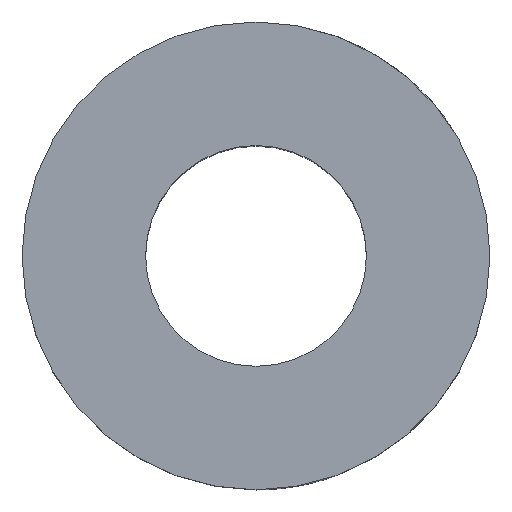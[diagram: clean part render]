
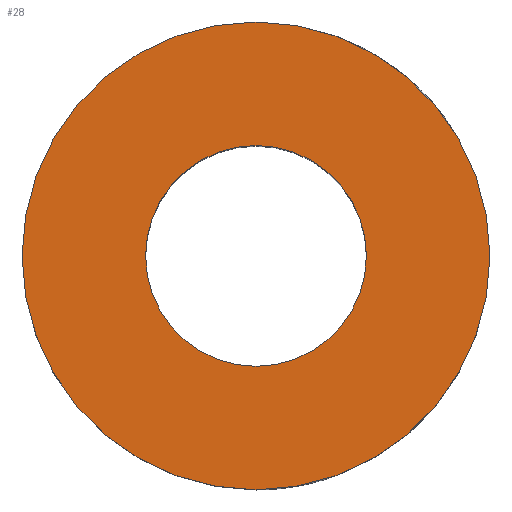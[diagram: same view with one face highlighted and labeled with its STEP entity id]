
A CAD part, top view. The second image highlights one B-rep face of the part: STEP entity #28.
In plain terms, the highlighted planar face has unit normal (0, 0, 1).
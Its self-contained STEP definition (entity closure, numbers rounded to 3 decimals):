
#21 = EDGE_LOOP ( 'NONE', ( #1501, #1603 ) ) ;
#28 = ADVANCED_FACE ( 'NONE', ( #508, #509 ), #510, .F. ) ;
#44 = EDGE_LOOP ( 'NONE', ( #829, #1438 ) ) ;
#62 = CARTESIAN_POINT ( 'NONE',  ( 0., 21., 0. ) ) ;
#194 = CARTESIAN_POINT ( 'NONE',  ( 0., -44.5, 0. ) ) ;
#264 = CIRCLE ( 'NONE', #267, 44.5 ) ;
#267 = AXIS2_PLACEMENT_3D ( 'NONE', #268, #269, #270 ) ;
#268 = CARTESIAN_POINT ( 'NONE',  ( 0., 0., 0. ) ) ;
#269 = DIRECTION ( 'NONE',  ( 0., 0., 1. ) ) ;
#270 = DIRECTION ( 'NONE',  ( 0., -1., 0. ) ) ;
#311 = CIRCLE ( 'NONE', #312, 44.5 ) ;
#312 = AXIS2_PLACEMENT_3D ( 'NONE', #313, #314, #315 ) ;
#313 = CARTESIAN_POINT ( 'NONE',  ( 0., 0., 0. ) ) ;
#314 = DIRECTION ( 'NONE',  ( 0., 0., 1. ) ) ;
#315 = DIRECTION ( 'NONE',  ( 0., -1., 0. ) ) ;
#402 = CARTESIAN_POINT ( 'NONE',  ( 0., -21., 0. ) ) ;
#459 = VERTEX_POINT ( 'NONE', #402 ) ;
#508 = FACE_BOUND ( 'NONE', #21, .T. ) ;
#509 = FACE_OUTER_BOUND ( 'NONE', #44, .T. ) ;
#510 = PLANE ( 'NONE',  #511 ) ;
#511 = AXIS2_PLACEMENT_3D ( 'NONE', #512, #513, #514 ) ;
#512 = CARTESIAN_POINT ( 'NONE',  ( 0., 44.5, 0. ) ) ;
#513 = DIRECTION ( 'NONE',  ( 0., 0., -1. ) ) ;
#514 = DIRECTION ( 'NONE',  ( 0., 1., 0. ) ) ;
#619 = CIRCLE ( 'NONE', #620, 21. ) ;
#620 = AXIS2_PLACEMENT_3D ( 'NONE', #621, #622, #623 ) ;
#621 = CARTESIAN_POINT ( 'NONE',  ( 0., 0., 0. ) ) ;
#622 = DIRECTION ( 'NONE',  ( 0., 0., 1. ) ) ;
#623 = DIRECTION ( 'NONE',  ( 0., -1., 0. ) ) ;
#809 = EDGE_CURVE ( 'NONE', #459, #1577, #619, .T. ) ;
#829 = ORIENTED_EDGE ( 'NONE', *, *, #1374, .T. ) ;
#926 = CARTESIAN_POINT ( 'NONE',  ( 0., 44.5, 0. ) ) ;
#949 = CIRCLE ( 'NONE', #950, 21. ) ;
#950 = AXIS2_PLACEMENT_3D ( 'NONE', #953, #954, #955 ) ;
#953 = CARTESIAN_POINT ( 'NONE',  ( 0., 0., 0. ) ) ;
#954 = DIRECTION ( 'NONE',  ( 0., 0., 1. ) ) ;
#955 = DIRECTION ( 'NONE',  ( 0., -1., 0. ) ) ;
#1374 = EDGE_CURVE ( 'NONE', #1588, #1491, #264, .T. ) ;
#1438 = ORIENTED_EDGE ( 'NONE', *, *, #1519, .T. ) ;
#1491 = VERTEX_POINT ( 'NONE', #926 ) ;
#1494 = EDGE_CURVE ( 'NONE', #1577, #459, #949, .T. ) ;
#1501 = ORIENTED_EDGE ( 'NONE', *, *, #809, .F. ) ;
#1519 = EDGE_CURVE ( 'NONE', #1491, #1588, #311, .T. ) ;
#1577 = VERTEX_POINT ( 'NONE', #62 ) ;
#1588 = VERTEX_POINT ( 'NONE', #194 ) ;
#1603 = ORIENTED_EDGE ( 'NONE', *, *, #1494, .F. ) ;
